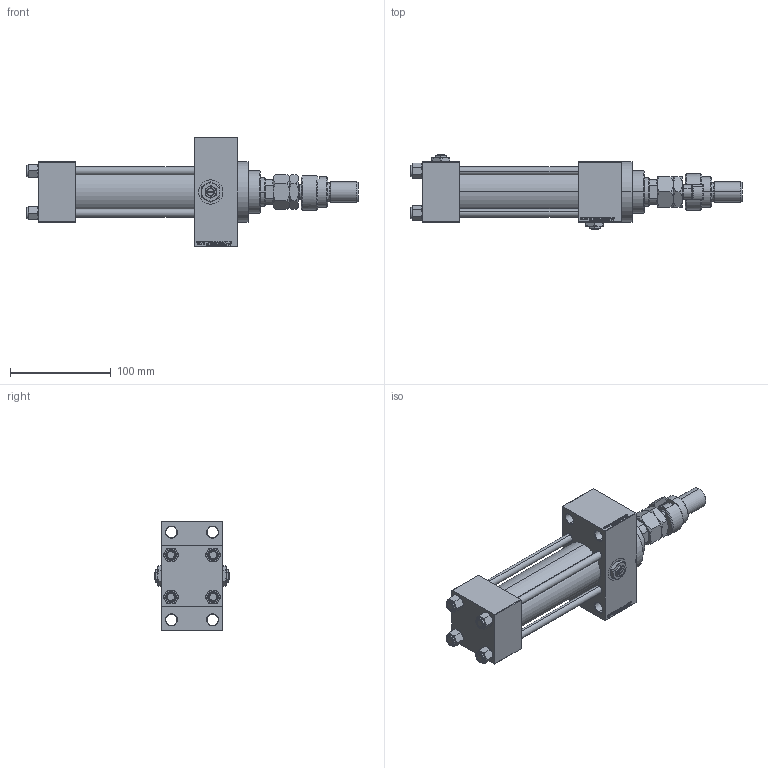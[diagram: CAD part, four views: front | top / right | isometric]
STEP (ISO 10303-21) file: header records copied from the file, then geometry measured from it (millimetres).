
FILE_DESCRIPTION (( 'STEP AP203' ), '1' );
FILE_NAME ('766e.STEP', '2023-08-22T21:45:22', ( '' ), ( '' ), 'SwSTEP 2.0', 'SolidWorks 2019', '' );
FILE_SCHEMA (( 'CONFIG_CONTROL_DESIGN' ));
Length unit declared in the file: millimetre
Products named in the file (10): V215CR_VCP_D 3ae9503502233d5243d675c3f56de603; V215CR_D_Body 3ae9503502233d5243d675c3f56de603; V215CR_D_TYCINKA 3ae9503502233d5243d675c3f56de603; 766e; V215_VC_A 3ae9503502233d5243d675c3f56de603; DFA 3ae9503502233d5243d675c3f56de603; FEMALE_PART_FOR_DFA 3ae9503502233d5243d675c3f56de603; Zatka_pro_OIL_PORT 3ae9503502233d5243d675c3f56de603; NUT_M5_D 3ae9503502233d5243d675c3f56de603; MFA 3ae9503502233d5243d675c3f56de603
Assembly tree (16 placements, depth 3):
  766e
    V215CR_D_Body 3ae9503502233d5243d675c3f56de603
    V215CR_VCP_D 3ae9503502233d5243d675c3f56de603
    NUT_M5_D 3ae9503502233d5243d675c3f56de603  x4
    V215CR_D_TYCINKA 3ae9503502233d5243d675c3f56de603  x4
    V215_VC_A 3ae9503502233d5243d675c3f56de603
    DFA 3ae9503502233d5243d675c3f56de603
      FEMALE_PART_FOR_DFA 3ae9503502233d5243d675c3f56de603
      MFA 3ae9503502233d5243d675c3f56de603
    Zatka_pro_OIL_PORT 3ae9503502233d5243d675c3f56de603  x2
Bounding box: 329 x 74 x 109 mm (x, y, z)
Volume: 659251.5 mm3; surface area: 170400.9 mm2
Topology: 15 solids, 15 shells, 1274 faces, 3130 edges, 2003 vertices
Faces by surface type: plane 570, bspline 368, cone 222, cylinder 102, torus 12
Entity records: 51551 total; most frequent: CARTESIAN_POINT 26249, ORIENTED_EDGE 5560, DIRECTION 3748, EDGE_CURVE 2780, VERTEX_POINT 1801, VECTOR 1598, LINE 1598, EDGE_LOOP 1247
